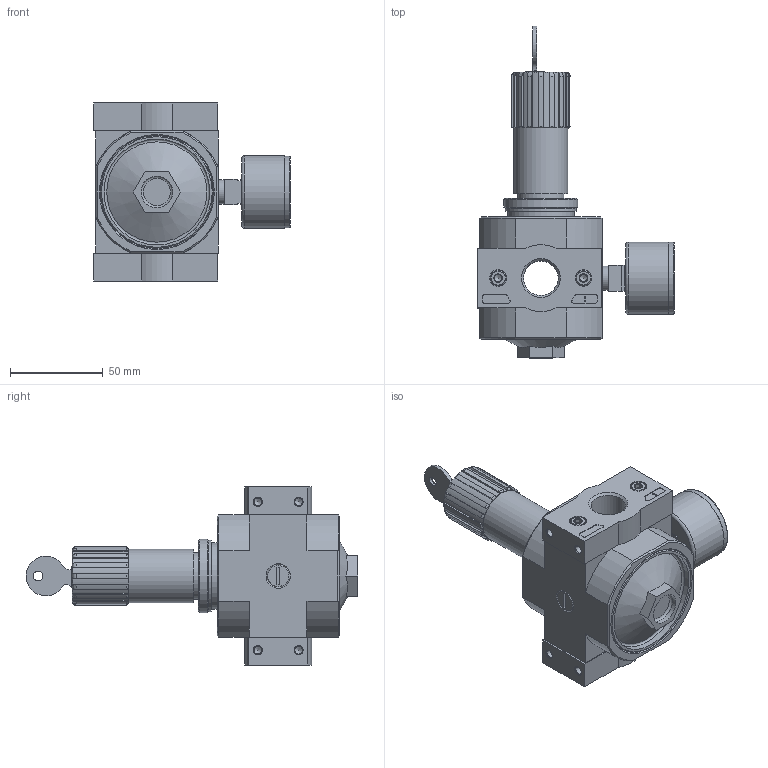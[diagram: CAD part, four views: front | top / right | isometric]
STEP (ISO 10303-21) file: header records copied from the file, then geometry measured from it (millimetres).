
FILE_DESCRIPTION(/* description */ ('STEP AP214'),/* implementation_level */ '2;1');
FILE_NAME(/* name */ '194660_LRS-1_2-D-7-MAXI',/* time_stamp */ '2024-09-04T23:50:11+02:00',/* author */ ('License CC BY-ND 4.0'),/* organization */ ('CADENAS'),/* preprocessor_version */ 'ST-DEVELOPER v19.3',/* originating_system */ 'PARTsolutions',/* authorisation */ ' ');
FILE_SCHEMA (('AUTOMOTIVE_DESIGN {1 0 10303 214 3 1 1}'));
Length unit declared in the file: millimetre
Products named in the file (8): 194660 LRS-1/2-D-7-MAXI; 646262 LRS-D-7-MAXI; 8003638 PAGN-40-10-G14; 680244 PBL-1/2-D-MAXI-R---(0) p1; DIN-912 - M5x20(F); 680243 PBL-1/2-D-MAXI-L---(1) p1; 398011 LRVS-D-MINI; 373846 LR-MIDI
Assembly tree (10 placements, depth 2):
  194660 LRS-1/2-D-7-MAXI
    646262 LRS-D-7-MAXI
    8003638 PAGN-40-10-G14
    680244 PBL-1/2-D-MAXI-R---(0) p1
    DIN-912 - M5x20(F)  x4
    680243 PBL-1/2-D-MAXI-L---(1) p1
    398011 LRVS-D-MINI
    373846 LR-MIDI
Bounding box: 106.1 x 179 x 96 mm (x, y, z)
Volume: 388302.1 mm3; surface area: 71369.8 mm2
Topology: 10 solids, 10 shells, 475 faces, 1113 edges, 696 vertices
Faces by surface type: plane 224, cylinder 119, cone 101, torus 31
Full cylindrical faces by diameter (mm): 4.134 x8, 5 x4, 5.1 x1, 5.8 x1, 6.3 x1, 8.5 x4, 8.7 x1, 9.6 x1, 11 x1, 11.2 x1, 11.445 x2, 13.157 x2, 17 x1, 18.631 x2, 18.7 x1, 22 x1, 24.9 x1, 26 x1, 29 x1, 30 x2, 34.16 x1, 34.376 x1, 36 x1, 38.5 x1, 38.7 x1, 39 x1, 39.8 x1, 57 x1
Entity records: 12665 total; most frequent: CARTESIAN_POINT 2196, DIRECTION 1883, ORIENTED_EDGE 1656, EDGE_CURVE 828, AXIS2_PLACEMENT_3D 747, VERTEX_POINT 604, FACE_BOUND 566, EDGE_LOOP 557
